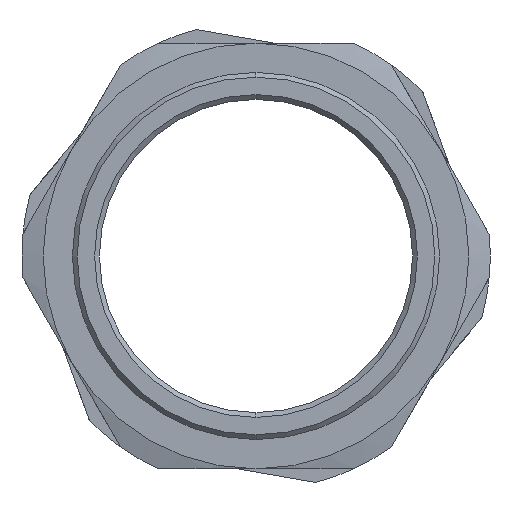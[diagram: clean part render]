
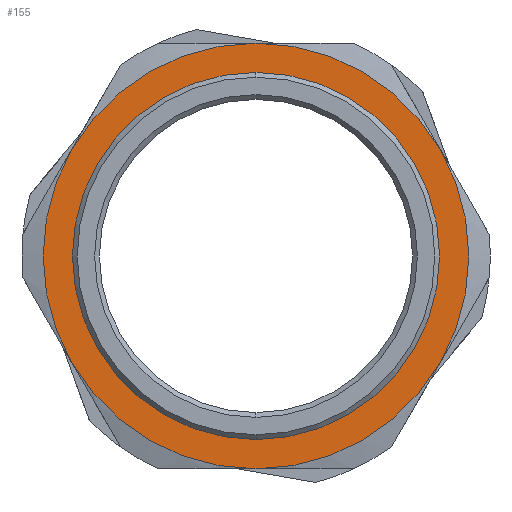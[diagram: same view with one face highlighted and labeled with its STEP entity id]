
A CAD part, left-side view. The second image highlights one B-rep face of the part: STEP entity #155.
In plain terms, the highlighted planar face has unit normal (-1, 0, 0).
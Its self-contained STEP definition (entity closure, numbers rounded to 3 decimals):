
#4 = VERTEX_POINT ( 'NONE', #382 ) ;
#16 = VERTEX_POINT ( 'NONE', #205 ) ;
#29 = DIRECTION ( 'NONE',  ( -1., 0., 0. ) ) ;
#75 = AXIS2_PLACEMENT_3D ( 'NONE', #840, #2578, #417 ) ;
#93 = DIRECTION ( 'NONE',  ( 1., 0., 0. ) ) ;
#98 = AXIS2_PLACEMENT_3D ( 'NONE', #2286, #2709, #2069 ) ;
#117 = ORIENTED_EDGE ( 'NONE', *, *, #1732, .F. ) ;
#155 = ADVANCED_FACE ( 'NONE', ( #2374, #719 ), #1138, .F. ) ;
#162 = CARTESIAN_POINT ( 'NONE',  ( 24.3, 0., -57.5 ) ) ;
#205 = CARTESIAN_POINT ( 'NONE',  ( 24.3, 57.742, -33.338 ) ) ;
#245 = CARTESIAN_POINT ( 'NONE',  ( 24.3, 57.5, 0. ) ) ;
#282 = AXIS2_PLACEMENT_3D ( 'NONE', #2253, #959, #535 ) ;
#382 = CARTESIAN_POINT ( 'NONE',  ( 24.3, 57.742, 33.337 ) ) ;
#417 = DIRECTION ( 'NONE',  ( 0., 0., -1. ) ) ;
#496 = DIRECTION ( 'NONE',  ( 0., 0., -1. ) ) ;
#501 = VERTEX_POINT ( 'NONE', #1250 ) ;
#506 = ORIENTED_EDGE ( 'NONE', *, *, #821, .F. ) ;
#534 = EDGE_LOOP ( 'NONE', ( #506, #117, #1651, #1170, #799, #1856 ) ) ;
#535 = DIRECTION ( 'NONE',  ( 0., 0., -1. ) ) ;
#643 = CIRCLE ( 'NONE', #1226, 66.675 ) ;
#719 = FACE_OUTER_BOUND ( 'NONE', #534, .T. ) ;
#799 = ORIENTED_EDGE ( 'NONE', *, *, #1177, .T. ) ;
#809 = VERTEX_POINT ( 'NONE', #1613 ) ;
#821 = EDGE_CURVE ( 'NONE', #2192, #16, #1207, .T. ) ;
#840 = CARTESIAN_POINT ( 'NONE',  ( 24.3, 0., 0. ) ) ;
#853 = AXIS2_PLACEMENT_3D ( 'NONE', #245, #1545, #496 ) ;
#872 = AXIS2_PLACEMENT_3D ( 'NONE', #1027, #2294, #2099 ) ;
#913 = CARTESIAN_POINT ( 'NONE',  ( 24.3, 0., 0. ) ) ;
#930 = CIRCLE ( 'NONE', #98, 66.675 ) ;
#959 = DIRECTION ( 'NONE',  ( 1., 0., 0. ) ) ;
#960 = EDGE_CURVE ( 'NONE', #1016, #2228, #1239, .T. ) ;
#1015 = EDGE_CURVE ( 'NONE', #809, #1691, #2209, .T. ) ;
#1016 = VERTEX_POINT ( 'NONE', #1729 ) ;
#1027 = CARTESIAN_POINT ( 'NONE',  ( 24.3, 0., 0. ) ) ;
#1138 = PLANE ( 'NONE',  #853 ) ;
#1170 = ORIENTED_EDGE ( 'NONE', *, *, #960, .F. ) ;
#1177 = EDGE_CURVE ( 'NONE', #1016, #4, #2535, .T. ) ;
#1207 = CIRCLE ( 'NONE', #282, 66.675 ) ;
#1226 = AXIS2_PLACEMENT_3D ( 'NONE', #1265, #1458, #1240 ) ;
#1239 = CIRCLE ( 'NONE', #872, 66.675 ) ;
#1240 = DIRECTION ( 'NONE',  ( 0., 0., -1. ) ) ;
#1250 = CARTESIAN_POINT ( 'NONE',  ( 24.3, -57.742, -33.337 ) ) ;
#1265 = CARTESIAN_POINT ( 'NONE',  ( 24.3, 0., 0. ) ) ;
#1298 = CIRCLE ( 'NONE', #2493, 66.675 ) ;
#1303 = CIRCLE ( 'NONE', #2569, 57.5 ) ;
#1458 = DIRECTION ( 'NONE',  ( 1., 0., 0. ) ) ;
#1537 = ORIENTED_EDGE ( 'NONE', *, *, #1692, .T. ) ;
#1545 = DIRECTION ( 'NONE',  ( 1., 0., 0. ) ) ;
#1568 = DIRECTION ( 'NONE',  ( 0., 0., 1. ) ) ;
#1589 = EDGE_CURVE ( 'NONE', #16, #4, #930, .T. ) ;
#1613 = CARTESIAN_POINT ( 'NONE',  ( 24.3, 0., 57.5 ) ) ;
#1645 = DIRECTION ( 'NONE',  ( 0., 0., -1. ) ) ;
#1651 = ORIENTED_EDGE ( 'NONE', *, *, #1834, .F. ) ;
#1660 = DIRECTION ( 'NONE',  ( 0., 0., -1. ) ) ;
#1688 = CARTESIAN_POINT ( 'NONE',  ( 24.3, 0., -66.675 ) ) ;
#1691 = VERTEX_POINT ( 'NONE', #162 ) ;
#1692 = EDGE_CURVE ( 'NONE', #1691, #809, #1303, .T. ) ;
#1729 = CARTESIAN_POINT ( 'NONE',  ( 24.3, 0., 66.675 ) ) ;
#1732 = EDGE_CURVE ( 'NONE', #501, #2192, #643, .T. ) ;
#1834 = EDGE_CURVE ( 'NONE', #2228, #501, #1298, .T. ) ;
#1856 = ORIENTED_EDGE ( 'NONE', *, *, #1589, .F. ) ;
#1912 = AXIS2_PLACEMENT_3D ( 'NONE', #913, #29, #1568 ) ;
#1948 = CARTESIAN_POINT ( 'NONE',  ( 24.3, -57.742, 33.337 ) ) ;
#2069 = DIRECTION ( 'NONE',  ( 0., 0., -1. ) ) ;
#2098 = DIRECTION ( 'NONE',  ( 1., 0., 0. ) ) ;
#2099 = DIRECTION ( 'NONE',  ( 0., 0., -1. ) ) ;
#2123 = CARTESIAN_POINT ( 'NONE',  ( 24.3, 0., 0. ) ) ;
#2192 = VERTEX_POINT ( 'NONE', #1688 ) ;
#2209 = CIRCLE ( 'NONE', #75, 57.5 ) ;
#2228 = VERTEX_POINT ( 'NONE', #1948 ) ;
#2253 = CARTESIAN_POINT ( 'NONE',  ( 24.3, 0., 0. ) ) ;
#2286 = CARTESIAN_POINT ( 'NONE',  ( 24.3, 0., 0. ) ) ;
#2294 = DIRECTION ( 'NONE',  ( 1., 0., 0. ) ) ;
#2374 = FACE_BOUND ( 'NONE', #2464, .T. ) ;
#2464 = EDGE_LOOP ( 'NONE', ( #1537, #2814 ) ) ;
#2493 = AXIS2_PLACEMENT_3D ( 'NONE', #2693, #93, #1645 ) ;
#2535 = CIRCLE ( 'NONE', #1912, 66.675 ) ;
#2569 = AXIS2_PLACEMENT_3D ( 'NONE', #2123, #2098, #1660 ) ;
#2578 = DIRECTION ( 'NONE',  ( 1., 0., 0. ) ) ;
#2693 = CARTESIAN_POINT ( 'NONE',  ( 24.3, 0., 0. ) ) ;
#2709 = DIRECTION ( 'NONE',  ( 1., 0., 0. ) ) ;
#2814 = ORIENTED_EDGE ( 'NONE', *, *, #1015, .T. ) ;
